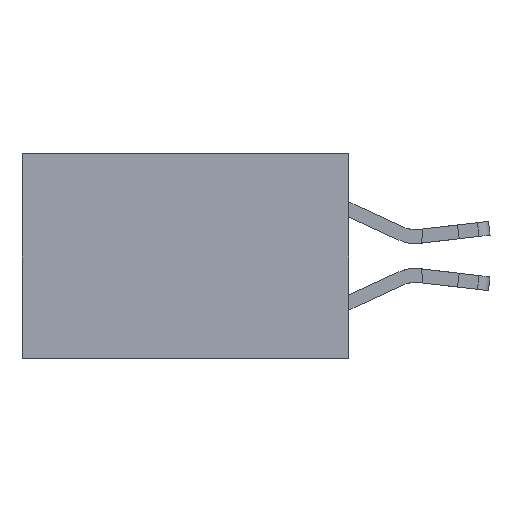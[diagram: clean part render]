
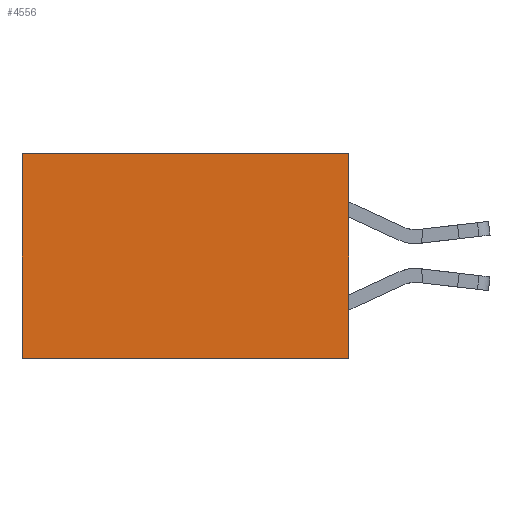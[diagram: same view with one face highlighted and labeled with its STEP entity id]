
A CAD part, left-side view. The second image highlights one B-rep face of the part: STEP entity #4556.
In plain terms, the highlighted planar face has unit normal (-1, 0, 0).
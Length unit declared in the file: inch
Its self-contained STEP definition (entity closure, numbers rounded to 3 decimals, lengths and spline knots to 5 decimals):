
#414 = VECTOR ( 'NONE', #17242, 39.37008 ) ;
#2032 = LINE ( 'NONE', #6510, #6485 ) ;
#2193 = CARTESIAN_POINT ( 'NONE',  ( 0.277, 0., 0. ) ) ;
#3482 = VECTOR ( 'NONE', #4787, 39.37008 ) ;
#4556 = ADVANCED_FACE ( 'NONE', ( #5454 ), #19133, .F. ) ;
#4787 = DIRECTION ( 'NONE',  ( 0., 1., 0. ) ) ;
#5273 = VERTEX_POINT ( 'NONE', #20685 ) ;
#5454 = FACE_OUTER_BOUND ( 'NONE', #11929, .T. ) ;
#6324 = CARTESIAN_POINT ( 'NONE',  ( 0.277, 0.59, 0. ) ) ;
#6485 = VECTOR ( 'NONE', #9832, 39.37008 ) ;
#6510 = CARTESIAN_POINT ( 'NONE',  ( 0.277, 0., -0.37 ) ) ;
#7564 = ORIENTED_EDGE ( 'NONE', *, *, #18620, .F. ) ;
#8490 = LINE ( 'NONE', #18205, #3482 ) ;
#9456 = LINE ( 'NONE', #2193, #414 ) ;
#9832 = DIRECTION ( 'NONE',  ( 0., 0., -1. ) ) ;
#10165 = EDGE_CURVE ( 'NONE', #21094, #15300, #8490, .T. ) ;
#10821 = VERTEX_POINT ( 'NONE', #6324 ) ;
#11220 = DIRECTION ( 'NONE',  ( 0., 0., -1. ) ) ;
#11857 = EDGE_CURVE ( 'NONE', #5273, #10821, #9456, .T. ) ;
#11929 = EDGE_LOOP ( 'NONE', ( #14119, #17282, #7564, #21206 ) ) ;
#13126 = CARTESIAN_POINT ( 'NONE',  ( 0.277, 0.59, -0.37 ) ) ;
#14119 = ORIENTED_EDGE ( 'NONE', *, *, #16548, .T. ) ;
#15300 = VERTEX_POINT ( 'NONE', #13126 ) ;
#15771 = LINE ( 'NONE', #21249, #20225 ) ;
#16548 = EDGE_CURVE ( 'NONE', #10821, #15300, #15771, .T. ) ;
#17242 = DIRECTION ( 'NONE',  ( 0., 1., 0. ) ) ;
#17282 = ORIENTED_EDGE ( 'NONE', *, *, #10165, .F. ) ;
#18205 = CARTESIAN_POINT ( 'NONE',  ( 0.277, 0., -0.37 ) ) ;
#18620 = EDGE_CURVE ( 'NONE', #5273, #21094, #2032, .T. ) ;
#18821 = DIRECTION ( 'NONE',  ( 0., 0., -1. ) ) ;
#19046 = DIRECTION ( 'NONE',  ( 1., 0., 0. ) ) ;
#19104 = CARTESIAN_POINT ( 'NONE',  ( 0.277, 0., -0.37 ) ) ;
#19133 = PLANE ( 'NONE',  #21657 ) ;
#19258 = CARTESIAN_POINT ( 'NONE',  ( 0.277, 0., -0.37 ) ) ;
#20225 = VECTOR ( 'NONE', #11220, 39.37008 ) ;
#20685 = CARTESIAN_POINT ( 'NONE',  ( 0.277, 0., 0. ) ) ;
#21094 = VERTEX_POINT ( 'NONE', #19258 ) ;
#21206 = ORIENTED_EDGE ( 'NONE', *, *, #11857, .T. ) ;
#21249 = CARTESIAN_POINT ( 'NONE',  ( 0.277, 0.59, -0.37 ) ) ;
#21657 = AXIS2_PLACEMENT_3D ( 'NONE', #19104, #19046, #18821 ) ;
